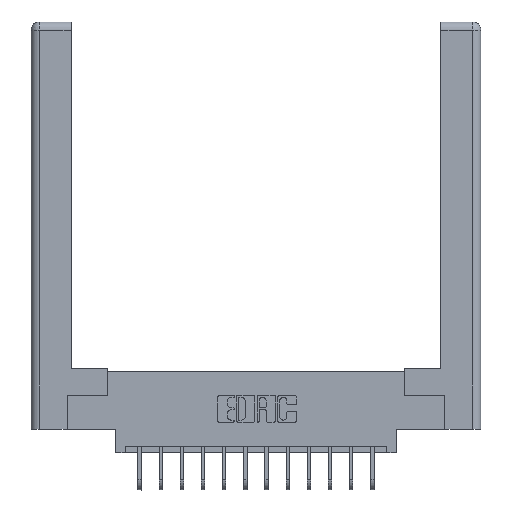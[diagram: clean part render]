
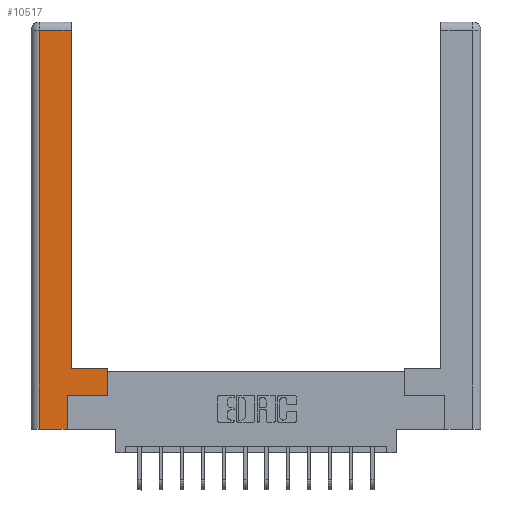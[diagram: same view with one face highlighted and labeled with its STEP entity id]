
A CAD part, top view. The second image highlights one B-rep face of the part: STEP entity #10517.
In plain terms, the highlighted planar face has unit normal (0, 0, 1).
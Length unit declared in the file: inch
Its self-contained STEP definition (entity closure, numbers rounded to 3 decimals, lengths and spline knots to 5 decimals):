
#88 = PLANE ( 'NONE',  #14489 ) ;
#451 = CARTESIAN_POINT ( 'NONE',  ( 0.295, 0.45, 0. ) ) ;
#562 = DIRECTION ( 'NONE',  ( -1., 0., 0. ) ) ;
#730 = EDGE_CURVE ( 'NONE', #14522, #10756, #10013, .T. ) ;
#823 = DIRECTION ( 'NONE',  ( 0., -1., 0. ) ) ;
#1095 = VERTEX_POINT ( 'NONE', #2375 ) ;
#1405 = EDGE_CURVE ( 'NONE', #11622, #14802, #14145, .T. ) ;
#1512 = VECTOR ( 'NONE', #7745, 39.37008 ) ;
#1523 = ORIENTED_EDGE ( 'NONE', *, *, #4235, .T. ) ;
#1756 = EDGE_CURVE ( 'NONE', #13003, #11622, #11663, .T. ) ;
#2146 = CARTESIAN_POINT ( 'NONE',  ( 0.0615, 0., 0. ) ) ;
#2181 = VECTOR ( 'NONE', #7269, 39.37008 ) ;
#2375 = CARTESIAN_POINT ( 'NONE',  ( 0.295, 2.94, 0. ) ) ;
#2520 = CARTESIAN_POINT ( 'NONE',  ( 0., 0., 0. ) ) ;
#3404 = CARTESIAN_POINT ( 'NONE',  ( 0.265, 0., 0. ) ) ;
#3729 = ORIENTED_EDGE ( 'NONE', *, *, #6734, .T. ) ;
#3750 = VECTOR ( 'NONE', #562, 39.37008 ) ;
#3775 = ORIENTED_EDGE ( 'NONE', *, *, #1405, .T. ) ;
#3814 = CARTESIAN_POINT ( 'NONE',  ( 0.565, 0.45, 0. ) ) ;
#4235 = EDGE_CURVE ( 'NONE', #1095, #14522, #11806, .T. ) ;
#4480 = DIRECTION ( 'NONE',  ( 0., 1., 0. ) ) ;
#4554 = CARTESIAN_POINT ( 'NONE',  ( 0.0615, 2.94, 0. ) ) ;
#4816 = LINE ( 'NONE', #6830, #9189 ) ;
#5262 = VECTOR ( 'NONE', #823, 39.37008 ) ;
#5521 = VERTEX_POINT ( 'NONE', #11958 ) ;
#5547 = VECTOR ( 'NONE', #11842, 39.37008 ) ;
#5772 = ORIENTED_EDGE ( 'NONE', *, *, #730, .T. ) ;
#6059 = DIRECTION ( 'NONE',  ( 1., 0., 0. ) ) ;
#6103 = LINE ( 'NONE', #3404, #5547 ) ;
#6734 = EDGE_CURVE ( 'NONE', #5521, #13003, #13226, .T. ) ;
#6830 = CARTESIAN_POINT ( 'NONE',  ( 0.265, 0.245, 0. ) ) ;
#7173 = CARTESIAN_POINT ( 'NONE',  ( 0.565, 0.245, 0. ) ) ;
#7269 = DIRECTION ( 'NONE',  ( -1., 0., 0. ) ) ;
#7602 = DIRECTION ( 'NONE',  ( 0., 1., 0. ) ) ;
#7635 = FACE_OUTER_BOUND ( 'NONE', #12360, .T. ) ;
#7653 = ORIENTED_EDGE ( 'NONE', *, *, #10834, .T. ) ;
#7745 = DIRECTION ( 'NONE',  ( 0., 1., 0. ) ) ;
#8298 = VERTEX_POINT ( 'NONE', #11714 ) ;
#8974 = CARTESIAN_POINT ( 'NONE',  ( 0.565, 0.245, 0. ) ) ;
#9189 = VECTOR ( 'NONE', #4480, 39.37008 ) ;
#9375 = ORIENTED_EDGE ( 'NONE', *, *, #13090, .T. ) ;
#9777 = DIRECTION ( 'NONE',  ( 0., 0., -1. ) ) ;
#10013 = LINE ( 'NONE', #2146, #5262 ) ;
#10182 = EDGE_CURVE ( 'NONE', #8298, #5521, #4816, .T. ) ;
#10343 = CARTESIAN_POINT ( 'NONE',  ( 0.0615, 0., 0. ) ) ;
#10517 = ADVANCED_FACE ( 'NONE', ( #7635 ), #88, .F. ) ;
#10756 = VERTEX_POINT ( 'NONE', #10343 ) ;
#10834 = EDGE_CURVE ( 'NONE', #10756, #8298, #6103, .T. ) ;
#10969 = CARTESIAN_POINT ( 'NONE',  ( 0.295, 0.45, 0. ) ) ;
#10995 = DIRECTION ( 'NONE',  ( -1., 0., 0. ) ) ;
#11151 = LINE ( 'NONE', #15064, #1512 ) ;
#11298 = ORIENTED_EDGE ( 'NONE', *, *, #1756, .T. ) ;
#11622 = VERTEX_POINT ( 'NONE', #3814 ) ;
#11642 = ORIENTED_EDGE ( 'NONE', *, *, #10182, .T. ) ;
#11663 = LINE ( 'NONE', #11744, #11834 ) ;
#11714 = CARTESIAN_POINT ( 'NONE',  ( 0.265, 0., 0. ) ) ;
#11744 = CARTESIAN_POINT ( 'NONE',  ( 0.565, 0.45, 0. ) ) ;
#11806 = LINE ( 'NONE', #13294, #2181 ) ;
#11834 = VECTOR ( 'NONE', #7602, 39.37008 ) ;
#11842 = DIRECTION ( 'NONE',  ( 1., 0., 0. ) ) ;
#11958 = CARTESIAN_POINT ( 'NONE',  ( 0.265, 0.245, 0. ) ) ;
#12360 = EDGE_LOOP ( 'NONE', ( #9375, #1523, #5772, #7653, #11642, #3729, #11298, #3775 ) ) ;
#13003 = VERTEX_POINT ( 'NONE', #8974 ) ;
#13090 = EDGE_CURVE ( 'NONE', #14802, #1095, #11151, .T. ) ;
#13226 = LINE ( 'NONE', #7173, #14963 ) ;
#13294 = CARTESIAN_POINT ( 'NONE',  ( 0.0615, 2.94, 0. ) ) ;
#14145 = LINE ( 'NONE', #451, #3750 ) ;
#14489 = AXIS2_PLACEMENT_3D ( 'NONE', #2520, #9777, #10995 ) ;
#14522 = VERTEX_POINT ( 'NONE', #4554 ) ;
#14802 = VERTEX_POINT ( 'NONE', #10969 ) ;
#14963 = VECTOR ( 'NONE', #6059, 39.37008 ) ;
#15064 = CARTESIAN_POINT ( 'NONE',  ( 0.295, 3., 0. ) ) ;
